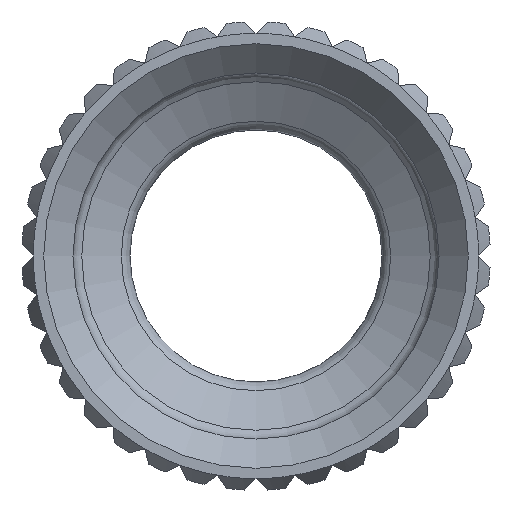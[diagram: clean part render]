
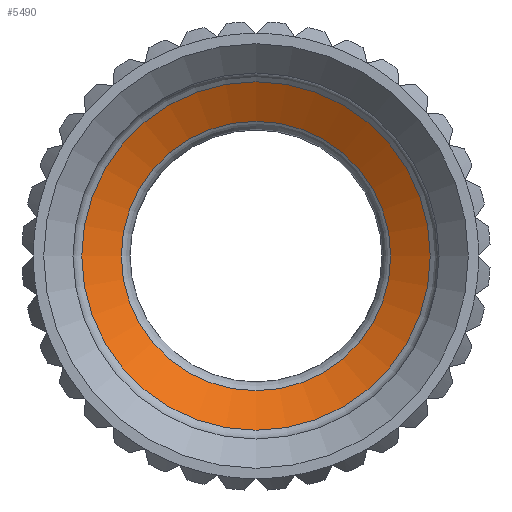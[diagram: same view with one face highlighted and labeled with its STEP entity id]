
A CAD part, left-side view. The second image highlights one B-rep face of the part: STEP entity #5490.
In plain terms, the highlighted conical face has half-angle 60 degrees and reference radius 2.638 mm.
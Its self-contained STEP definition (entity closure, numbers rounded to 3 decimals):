
#1004=CONICAL_SURFACE('',#6141,2.638,60.);
#1015=FACE_BOUND('',#1678,.T.);
#1305=FACE_OUTER_BOUND('',#1677,.T.);
#1677=EDGE_LOOP('',(#4720));
#1678=EDGE_LOOP('',(#4721));
#2043=CIRCLE('',#6140,2.975);
#2044=CIRCLE('',#6142,2.3);
#2523=VERTEX_POINT('',#10284);
#2524=VERTEX_POINT('',#10287);
#3318=EDGE_CURVE('',#2523,#2523,#2043,.T.);
#3319=EDGE_CURVE('',#2524,#2524,#2044,.T.);
#4720=ORIENTED_EDGE('',*,*,#3318,.T.);
#4721=ORIENTED_EDGE('',*,*,#3319,.T.);
#5490=ADVANCED_FACE('',(#1305,#1015),#1004,.F.);
#6140=AXIS2_PLACEMENT_3D('',#10285,#7574,#7575);
#6141=AXIS2_PLACEMENT_3D('',#10286,#7576,#7577);
#6142=AXIS2_PLACEMENT_3D('',#10288,#7578,#7579);
#7574=DIRECTION('center_axis',(-1.,0.,0.));
#7575=DIRECTION('ref_axis',(0.,1.,0.));
#7576=DIRECTION('center_axis',(-1.,0.,0.));
#7577=DIRECTION('ref_axis',(0.,1.,0.));
#7578=DIRECTION('center_axis',(1.,0.,0.));
#7579=DIRECTION('ref_axis',(0.,1.,0.));
#10284=CARTESIAN_POINT('',(-2.913,2.975,0.));
#10285=CARTESIAN_POINT('Origin',(-2.913,0.,0.));
#10286=CARTESIAN_POINT('Origin',(-2.719,0.,0.));
#10287=CARTESIAN_POINT('',(-2.524,-2.3,0.));
#10288=CARTESIAN_POINT('Origin',(-2.524,0.,0.));
